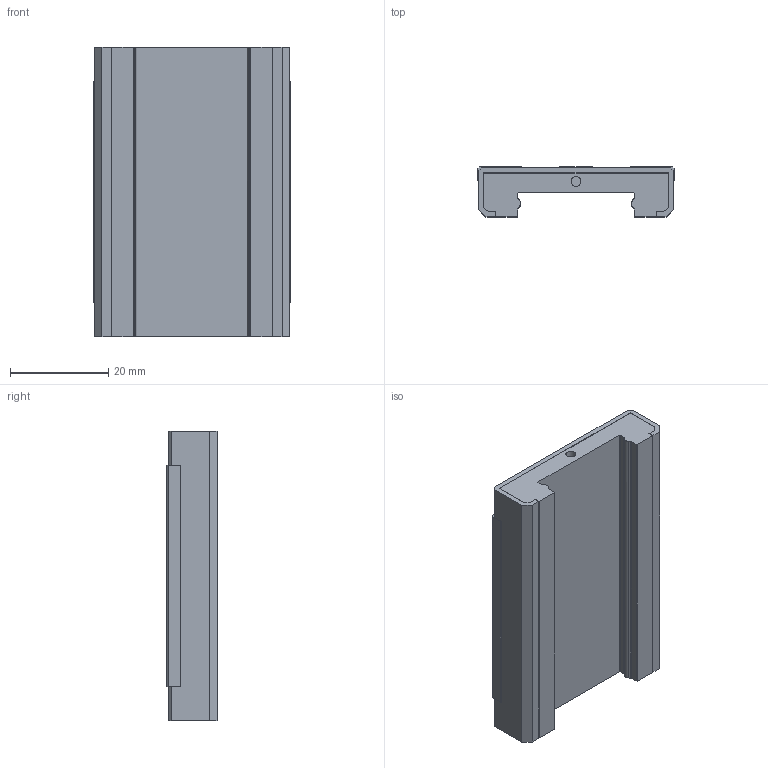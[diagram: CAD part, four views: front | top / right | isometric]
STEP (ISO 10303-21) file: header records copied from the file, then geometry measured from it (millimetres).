
FILE_DESCRIPTION(/* description */ (''),/* implementation_level */ '2;1');
FILE_NAME(/* name */ 'MB12WL.stp',/* time_stamp */ '2015-06-18T17:07:39+08:00',/* author */ ('carryzheng'),/* organization */ (''),/* preprocessor_version */ 'ST-DEVELOPER v15.6',/* originating_system */ 'Autodesk Inventor 2015',/* authorisation */ '');
FILE_SCHEMA (('AUTOMOTIVE_DESIGN { 1 0 10303 214 3 1 1 }'));
Length unit declared in the file: millimetre
Products named in the file (2): MBG12W-Block__X2_FFFD_X0_w_X2_FFFD_X0_]; MB12WL
Assembly tree (1 placements, depth 2):
  MB12WL
    MBG12W-Block__X2_FFFD_X0_w_X2_FFFD_X0_]
Bounding box: 40 x 10.2 x 59.1 mm (x, y, z)
Volume: 16419.7 mm3; surface area: 10295.5 mm2
Topology: 1 solids, 1 shells, 151 faces, 408 edges, 270 vertices
Faces by surface type: plane 99, cylinder 28, bspline 16, cone 8
Full cylindrical faces by diameter (mm): 2 x2, 2.5 x4, 3 x4
Entity records: 5244 total; most frequent: CARTESIAN_POINT 1616, ORIENTED_EDGE 760, DIRECTION 668, EDGE_CURVE 380, LINE 288, VECTOR 288, VERTEX_POINT 260, AXIS2_PLACEMENT_3D 190
